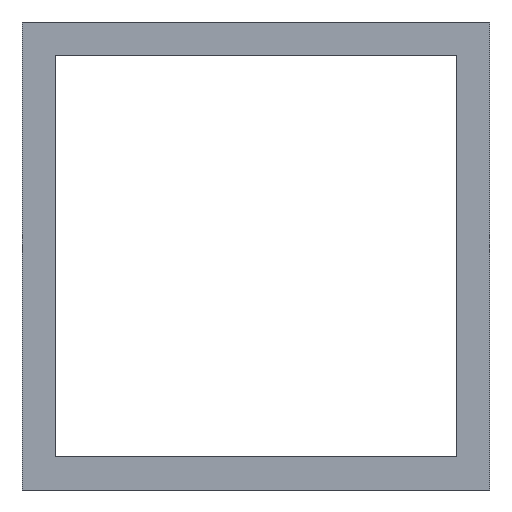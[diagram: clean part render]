
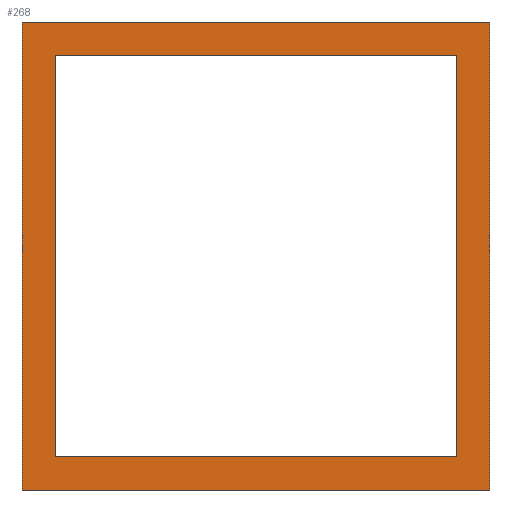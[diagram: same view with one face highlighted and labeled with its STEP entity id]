
A CAD part, front view. The second image highlights one B-rep face of the part: STEP entity #268.
In plain terms, the highlighted planar face has unit normal (0, -1, 0).
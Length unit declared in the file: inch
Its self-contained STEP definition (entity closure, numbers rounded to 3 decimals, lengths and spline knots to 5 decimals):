
#18=LINE('',#416,#42);
#26=LINE('',#433,#50);
#28=LINE('',#437,#52);
#29=LINE('',#438,#53);
#30=LINE('',#441,#54);
#31=LINE('',#443,#55);
#32=LINE('',#445,#56);
#33=LINE('',#446,#57);
#42=VECTOR('',#348,39.37008);
#50=VECTOR('',#360,39.37008);
#52=VECTOR('',#364,39.37008);
#53=VECTOR('',#365,39.37008);
#54=VECTOR('',#366,39.37008);
#55=VECTOR('',#367,39.37008);
#56=VECTOR('',#368,39.37008);
#57=VECTOR('',#369,39.37008);
#66=PLANE('',#310);
#80=FACE_BOUND('',#116,.T.);
#94=FACE_OUTER_BOUND('',#115,.T.);
#115=EDGE_LOOP('',(#219,#220,#221,#222));
#116=EDGE_LOOP('',(#223,#224,#225,#226));
#145=VERTEX_POINT('',#409);
#148=VERTEX_POINT('',#414);
#155=VERTEX_POINT('',#432);
#156=VERTEX_POINT('',#436);
#157=VERTEX_POINT('',#439);
#158=VERTEX_POINT('',#440);
#159=VERTEX_POINT('',#442);
#160=VERTEX_POINT('',#444);
#172=EDGE_CURVE('',#148,#145,#18,.T.);
#180=EDGE_CURVE('',#155,#145,#26,.T.);
#182=EDGE_CURVE('',#148,#156,#28,.T.);
#183=EDGE_CURVE('',#156,#155,#29,.T.);
#184=EDGE_CURVE('',#157,#158,#30,.T.);
#185=EDGE_CURVE('',#158,#159,#31,.T.);
#186=EDGE_CURVE('',#159,#160,#32,.T.);
#187=EDGE_CURVE('',#160,#157,#33,.T.);
#219=ORIENTED_EDGE('',*,*,#172,.F.);
#220=ORIENTED_EDGE('',*,*,#182,.T.);
#221=ORIENTED_EDGE('',*,*,#183,.T.);
#222=ORIENTED_EDGE('',*,*,#180,.T.);
#223=ORIENTED_EDGE('',*,*,#184,.T.);
#224=ORIENTED_EDGE('',*,*,#185,.T.);
#225=ORIENTED_EDGE('',*,*,#186,.T.);
#226=ORIENTED_EDGE('',*,*,#187,.T.);
#268=ADVANCED_FACE('',(#94,#80),#66,.T.);
#310=AXIS2_PLACEMENT_3D('',#435,#362,#363);
#348=DIRECTION('',(0.,0.,1.));
#360=DIRECTION('',(-1.,0.,0.));
#362=DIRECTION('center_axis',(0.,-1.,0.));
#363=DIRECTION('ref_axis',(0.,0.,-1.));
#364=DIRECTION('',(1.,0.,0.));
#365=DIRECTION('',(0.,0.,1.));
#366=DIRECTION('',(0.,0.,-1.));
#367=DIRECTION('',(-1.,0.,0.));
#368=DIRECTION('',(0.,0.,1.));
#369=DIRECTION('',(1.,0.,0.));
#409=CARTESIAN_POINT('',(-24.,-0.875,1.75));
#414=CARTESIAN_POINT('',(-24.,-0.875,0.));
#416=CARTESIAN_POINT('',(-24.,-0.875,0.875));
#432=CARTESIAN_POINT('',(-22.25,-0.875,1.75));
#433=CARTESIAN_POINT('',(-24.,-0.875,1.75));
#435=CARTESIAN_POINT('Origin',(-24.,-0.875,1.75));
#436=CARTESIAN_POINT('',(-22.25,-0.875,0.));
#437=CARTESIAN_POINT('',(-24.,-0.875,0.));
#438=CARTESIAN_POINT('',(-22.25,-0.875,1.75));
#439=CARTESIAN_POINT('',(-22.375,-0.875,1.625));
#440=CARTESIAN_POINT('',(-22.375,-0.875,0.125));
#441=CARTESIAN_POINT('',(-22.375,-0.875,1.75));
#442=CARTESIAN_POINT('',(-23.875,-0.875,0.125));
#443=CARTESIAN_POINT('',(-24.,-0.875,0.125));
#444=CARTESIAN_POINT('',(-23.875,-0.875,1.625));
#445=CARTESIAN_POINT('',(-23.875,-0.875,1.75));
#446=CARTESIAN_POINT('',(-24.,-0.875,1.625));
